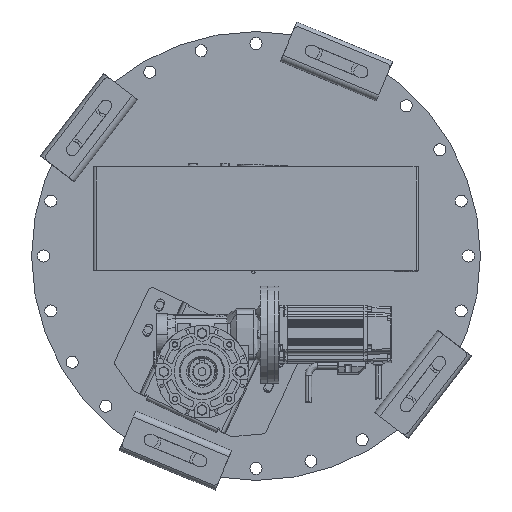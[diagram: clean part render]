
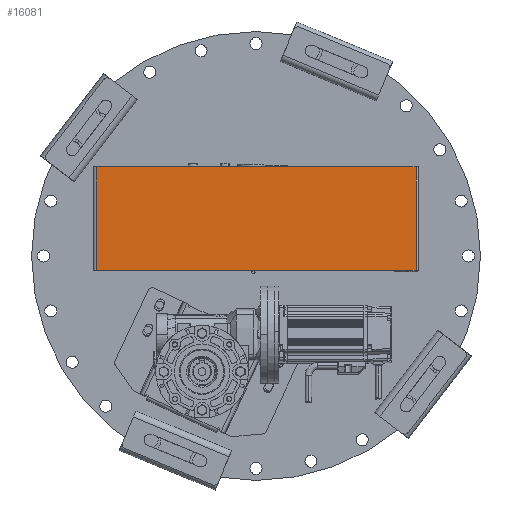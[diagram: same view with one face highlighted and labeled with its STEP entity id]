
A CAD part, front view. The second image highlights one B-rep face of the part: STEP entity #16081.
In plain terms, the highlighted planar face has unit normal (0, -1, 0).
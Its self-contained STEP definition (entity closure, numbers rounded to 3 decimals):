
#2443 = CARTESIAN_POINT ( 'NONE',  ( -19.452, 123.967, 370.185 ) ) ;
#7031 = VECTOR ( 'NONE', #43691, 1000. ) ;
#7817 = DIRECTION ( 'NONE',  ( 0., 0., 1. ) ) ;
#8899 = EDGE_CURVE ( 'NONE', #118024, #38684, #89961, .T. ) ;
#13675 = CARTESIAN_POINT ( 'NONE',  ( -16.852, 123.967, 482.185 ) ) ;
#15680 = ORIENTED_EDGE ( 'NONE', *, *, #33371, .F. ) ;
#16081 = ADVANCED_FACE ( 'NONE', ( #71352 ), #110439, .T. ) ;
#18394 = DIRECTION ( 'NONE',  ( 0., -1., 0. ) ) ;
#23505 = AXIS2_PLACEMENT_3D ( 'NONE', #27953, #18394, #82150 ) ;
#27953 = CARTESIAN_POINT ( 'NONE',  ( 156.048, 123.967, 426.185 ) ) ;
#29421 = CARTESIAN_POINT ( 'NONE',  ( 328.948, 123.967, 370.185 ) ) ;
#29926 = LINE ( 'NONE', #2443, #38177 ) ;
#33371 = EDGE_CURVE ( 'NONE', #78249, #96488, #29926, .T. ) ;
#35302 = CARTESIAN_POINT ( 'NONE',  ( -16.852, 123.967, 482.185 ) ) ;
#38177 = VECTOR ( 'NONE', #59400, 1000. ) ;
#38684 = VERTEX_POINT ( 'NONE', #71781 ) ;
#43691 = DIRECTION ( 'NONE',  ( 0., 0., -1. ) ) ;
#45442 = ORIENTED_EDGE ( 'NONE', *, *, #71752, .T. ) ;
#46332 = EDGE_CURVE ( 'NONE', #118024, #96488, #97882, .T. ) ;
#59400 = DIRECTION ( 'NONE',  ( -1., 0., 0. ) ) ;
#71352 = FACE_OUTER_BOUND ( 'NONE', #98375, .T. ) ;
#71752 = EDGE_CURVE ( 'NONE', #78249, #38684, #105817, .T. ) ;
#71781 = CARTESIAN_POINT ( 'NONE',  ( 328.948, 123.967, 482.185 ) ) ;
#71970 = DIRECTION ( 'NONE',  ( 1., 0., 0. ) ) ;
#78249 = VERTEX_POINT ( 'NONE', #29421 ) ;
#80392 = ORIENTED_EDGE ( 'NONE', *, *, #8899, .F. ) ;
#82150 = DIRECTION ( 'NONE',  ( -1., 0., 0. ) ) ;
#87252 = ORIENTED_EDGE ( 'NONE', *, *, #46332, .T. ) ;
#89961 = LINE ( 'NONE', #96595, #96344 ) ;
#96344 = VECTOR ( 'NONE', #71970, 1000. ) ;
#96488 = VERTEX_POINT ( 'NONE', #97873 ) ;
#96595 = CARTESIAN_POINT ( 'NONE',  ( -19.452, 123.967, 482.185 ) ) ;
#97873 = CARTESIAN_POINT ( 'NONE',  ( -16.852, 123.967, 370.185 ) ) ;
#97882 = LINE ( 'NONE', #35302, #7031 ) ;
#98375 = EDGE_LOOP ( 'NONE', ( #15680, #45442, #80392, #87252 ) ) ;
#105817 = LINE ( 'NONE', #116099, #113725 ) ;
#110439 = PLANE ( 'NONE',  #23505 ) ;
#113725 = VECTOR ( 'NONE', #7817, 1000. ) ;
#116099 = CARTESIAN_POINT ( 'NONE',  ( 328.948, 123.967, 370.185 ) ) ;
#118024 = VERTEX_POINT ( 'NONE', #13675 ) ;
